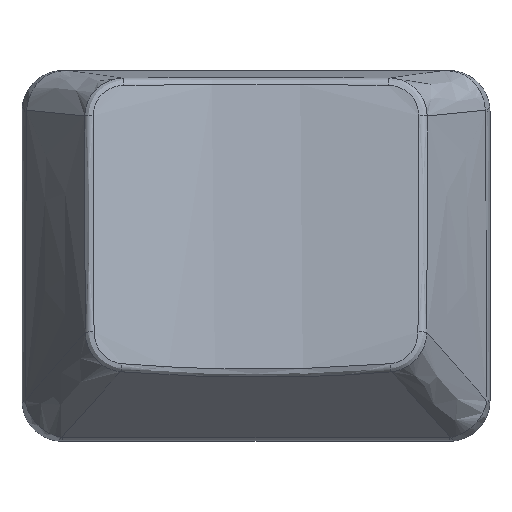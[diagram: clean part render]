
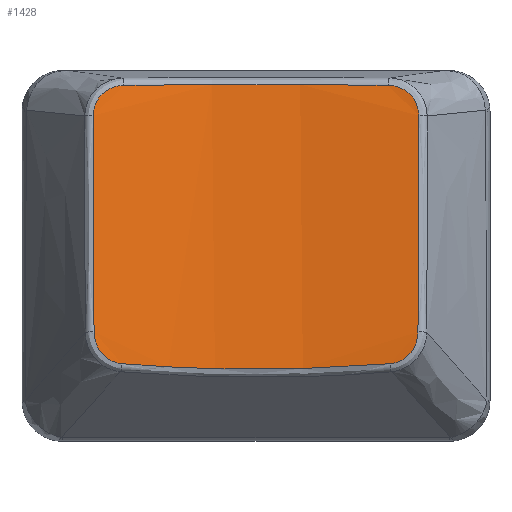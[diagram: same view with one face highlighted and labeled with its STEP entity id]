
A CAD part, top view. The second image highlights one B-rep face of the part: STEP entity #1428.
In plain terms, the highlighted free-form (B-spline) face has degree [1, 2] with [2, 3] control points.
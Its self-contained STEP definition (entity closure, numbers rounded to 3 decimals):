
#14=(
BOUNDED_SURFACE()
B_SPLINE_SURFACE(1,2,((#3769,#3770,#3771),(#3772,#3773,#3774)),
 .UNSPECIFIED.,.F.,.F.,.F.)
B_SPLINE_SURFACE_WITH_KNOTS((2,2),(3,3),(-0.145,0.201),
(-1.768,-1.374),.UNSPECIFIED.)
GEOMETRIC_REPRESENTATION_ITEM()
RATIONAL_B_SPLINE_SURFACE(((1.,0.981,1.),(1.,0.981,
1.)))
REPRESENTATION_ITEM('')
SURFACE()
);
#189=B_SPLINE_CURVE_WITH_KNOTS('',3,(#3490,#3491,#3492,#3493),
 .UNSPECIFIED.,.F.,.F.,(4,4),(0.,1.312),.UNSPECIFIED.);
#190=B_SPLINE_CURVE_WITH_KNOTS('',3,(#3526,#3527,#3528,#3529,#3530,#3531),
 .UNSPECIFIED.,.F.,.F.,(4,1,1,4),(0.,0.103,0.171,
0.24),.UNSPECIFIED.);
#191=B_SPLINE_CURVE_WITH_KNOTS('',3,(#3554,#3555,#3556,#3557),
 .UNSPECIFIED.,.F.,.F.,(4,4),(0.,1.068),.UNSPECIFIED.);
#193=B_SPLINE_CURVE_WITH_KNOTS('',3,(#3591,#3592,#3593,#3594,#3595),
 .UNSPECIFIED.,.F.,.F.,(4,1,4),(0.,0.131,0.23),
 .UNSPECIFIED.);
#195=B_SPLINE_CURVE_WITH_KNOTS('',3,(#3623,#3624,#3625,#3626),
 .UNSPECIFIED.,.F.,.F.,(4,4),(0.,1.333),
 .UNSPECIFIED.);
#197=B_SPLINE_CURVE_WITH_KNOTS('',3,(#3660,#3661,#3662,#3663,#3664),
 .UNSPECIFIED.,.F.,.F.,(4,1,4),(0.,0.099,0.23),
 .UNSPECIFIED.);
#199=B_SPLINE_CURVE_WITH_KNOTS('',3,(#3691,#3692,#3693,#3694),
 .UNSPECIFIED.,.F.,.F.,(4,4),(0.,1.068),
 .UNSPECIFIED.);
#200=B_SPLINE_CURVE_WITH_KNOTS('',3,(#3720,#3721,#3722,#3723,#3724),
 .UNSPECIFIED.,.F.,.F.,(4,1,4),(0.,0.103,0.24),
 .UNSPECIFIED.);
#403=FACE_OUTER_BOUND('',#495,.T.);
#495=EDGE_LOOP('',(#1265,#1266,#1267,#1268,#1269,#1270,#1271,#1272));
#658=VERTEX_POINT('',#3486);
#659=VERTEX_POINT('',#3488);
#660=VERTEX_POINT('',#3524);
#661=VERTEX_POINT('',#3552);
#662=VERTEX_POINT('',#3583);
#664=VERTEX_POINT('',#3616);
#666=VERTEX_POINT('',#3652);
#668=VERTEX_POINT('',#3685);
#860=EDGE_CURVE('',#659,#658,#189,.T.);
#862=EDGE_CURVE('',#658,#660,#190,.T.);
#864=EDGE_CURVE('',#660,#661,#191,.T.);
#867=EDGE_CURVE('',#661,#662,#193,.T.);
#870=EDGE_CURVE('',#662,#664,#195,.T.);
#873=EDGE_CURVE('',#664,#666,#197,.T.);
#876=EDGE_CURVE('',#666,#668,#199,.T.);
#877=EDGE_CURVE('',#668,#659,#200,.T.);
#1265=ORIENTED_EDGE('',*,*,#860,.F.);
#1266=ORIENTED_EDGE('',*,*,#877,.F.);
#1267=ORIENTED_EDGE('',*,*,#876,.F.);
#1268=ORIENTED_EDGE('',*,*,#873,.F.);
#1269=ORIENTED_EDGE('',*,*,#870,.F.);
#1270=ORIENTED_EDGE('',*,*,#867,.F.);
#1271=ORIENTED_EDGE('',*,*,#864,.F.);
#1272=ORIENTED_EDGE('',*,*,#862,.F.);
#1428=ADVANCED_FACE('',(#403),#14,.T.);
#3486=CARTESIAN_POINT('',(6.472,8.349,4.719));
#3488=CARTESIAN_POINT('',(-6.472,8.349,4.719));
#3490=CARTESIAN_POINT('Ctrl Pts',(-6.472,8.349,4.719));
#3491=CARTESIAN_POINT('Ctrl Pts',(-2.194,8.41,4.033));
#3492=CARTESIAN_POINT('Ctrl Pts',(2.194,8.41,4.033));
#3493=CARTESIAN_POINT('Ctrl Pts',(6.472,8.349,4.719));
#3524=CARTESIAN_POINT('',(7.969,6.873,5.166));
#3526=CARTESIAN_POINT('Ctrl Pts',(6.472,8.349,4.719));
#3527=CARTESIAN_POINT('Ctrl Pts',(6.807,8.344,4.773));
#3528=CARTESIAN_POINT('Ctrl Pts',(7.362,8.169,4.891));
#3529=CARTESIAN_POINT('Ctrl Pts',(7.871,7.551,5.064));
#3530=CARTESIAN_POINT('Ctrl Pts',(7.97,7.1,5.139));
#3531=CARTESIAN_POINT('Ctrl Pts',(7.969,6.873,5.166));
#3552=CARTESIAN_POINT('',(7.934,-3.725,6.461));
#3554=CARTESIAN_POINT('Ctrl Pts',(7.969,6.873,5.166));
#3555=CARTESIAN_POINT('Ctrl Pts',(7.955,3.34,5.597));
#3556=CARTESIAN_POINT('Ctrl Pts',(7.944,-0.193,6.029));
#3557=CARTESIAN_POINT('Ctrl Pts',(7.934,-3.725,6.461));
#3583=CARTESIAN_POINT('',(6.572,-5.286,6.409));
#3591=CARTESIAN_POINT('Ctrl Pts',(7.934,-3.725,6.461));
#3592=CARTESIAN_POINT('Ctrl Pts',(7.933,-4.16,6.514));
#3593=CARTESIAN_POINT('Ctrl Pts',(7.628,-4.936,6.548));
#3594=CARTESIAN_POINT('Ctrl Pts',(6.892,-5.259,6.458));
#3595=CARTESIAN_POINT('Ctrl Pts',(6.572,-5.286,6.409));
#3616=CARTESIAN_POINT('',(-6.572,-5.286,6.409));
#3623=CARTESIAN_POINT('Ctrl Pts',(6.572,-5.286,6.409));
#3624=CARTESIAN_POINT('Ctrl Pts',(2.233,-5.647,5.755));
#3625=CARTESIAN_POINT('Ctrl Pts',(-2.233,-5.647,5.755));
#3626=CARTESIAN_POINT('Ctrl Pts',(-6.572,-5.286,6.409));
#3652=CARTESIAN_POINT('',(-7.934,-3.725,6.461));
#3660=CARTESIAN_POINT('Ctrl Pts',(-6.572,-5.286,6.409));
#3661=CARTESIAN_POINT('Ctrl Pts',(-6.892,-5.259,6.458));
#3662=CARTESIAN_POINT('Ctrl Pts',(-7.628,-4.936,6.548));
#3663=CARTESIAN_POINT('Ctrl Pts',(-7.933,-4.16,6.514));
#3664=CARTESIAN_POINT('Ctrl Pts',(-7.934,-3.725,6.461));
#3685=CARTESIAN_POINT('',(-7.969,6.873,5.166));
#3691=CARTESIAN_POINT('Ctrl Pts',(-7.934,-3.725,6.461));
#3692=CARTESIAN_POINT('Ctrl Pts',(-7.944,-0.193,6.029));
#3693=CARTESIAN_POINT('Ctrl Pts',(-7.955,3.34,5.597));
#3694=CARTESIAN_POINT('Ctrl Pts',(-7.969,6.873,5.166));
#3720=CARTESIAN_POINT('Ctrl Pts',(-7.969,6.873,5.166));
#3721=CARTESIAN_POINT('Ctrl Pts',(-7.97,7.213,5.125));
#3722=CARTESIAN_POINT('Ctrl Pts',(-7.695,8.005,4.972));
#3723=CARTESIAN_POINT('Ctrl Pts',(-6.918,8.342,4.791));
#3724=CARTESIAN_POINT('Ctrl Pts',(-6.472,8.349,4.719));
#3769=CARTESIAN_POINT('Ctrl Pts',(7.969,-5.476,6.683));
#3770=CARTESIAN_POINT('Ctrl Pts',(0.,-5.666,
5.139));
#3771=CARTESIAN_POINT('Ctrl Pts',(-7.969,-5.476,6.683));
#3772=CARTESIAN_POINT('Ctrl Pts',(7.969,8.524,4.964));
#3773=CARTESIAN_POINT('Ctrl Pts',(0.,8.335,
3.42));
#3774=CARTESIAN_POINT('Ctrl Pts',(-7.969,8.524,4.964));
